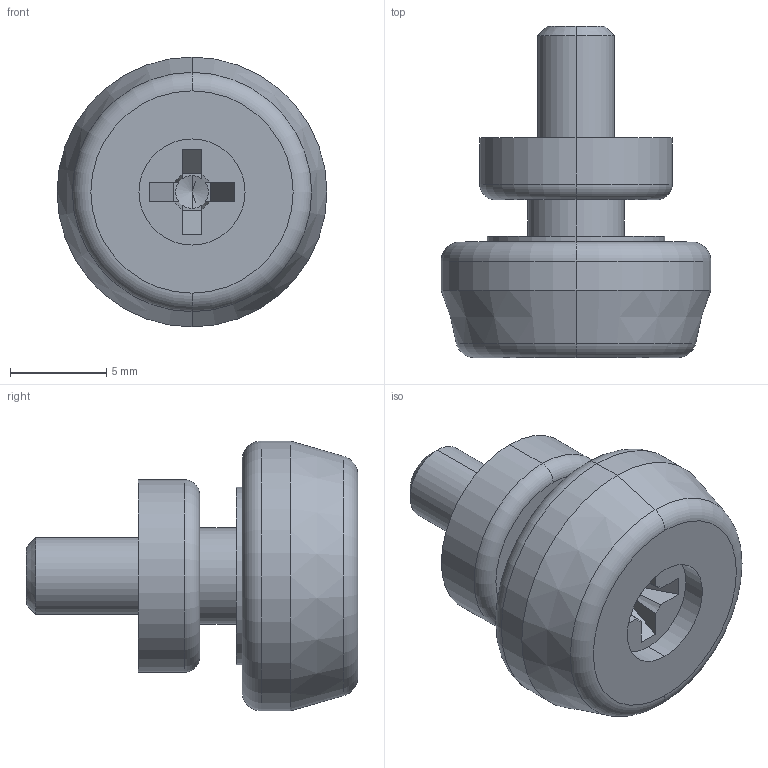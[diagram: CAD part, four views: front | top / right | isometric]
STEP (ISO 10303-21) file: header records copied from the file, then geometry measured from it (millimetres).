
FILE_DESCRIPTION (( 'STEP AP203' ), '1' );
FILE_NAME ('sone3D.STEP', '2014-08-20T10:00:02', ( '' ), ( '' ), 'SwSTEP 2.0', 'SolidWorks 2012', '' );
FILE_SCHEMA (( 'CONFIG_CONTROL_DESIGN' ));
Length unit declared in the file: millimetre
Products named in the file (4): 僒僢僔梡嶮彫偹偠M4_M4亊16; C-1544-F脚スペーサー_; C-1544-F脚クッション_; sone3D
Assembly tree (3 placements, depth 2):
  sone3D
    C-1544-F脚クッション_
    C-1544-F脚スペーサー_
    僒僢僔梡嶮彫偹偠M4_M4亊16
Bounding box: 14 x 17.2 x 14 mm (x, y, z)
Volume: 1163.4 mm3; surface area: 1707.5 mm2
Topology: 3 solids, 3 shells, 75 faces, 162 edges, 99 vertices
Faces by surface type: plane 29, cylinder 26, cone 14, torus 6
Entity records: 2464 total; most frequent: DIRECTION 398, CARTESIAN_POINT 364, ORIENTED_EDGE 320, AXIS2_PLACEMENT_3D 165, EDGE_CURVE 160, VERTEX_POINT 99, EDGE_LOOP 87, CIRCLE 84
